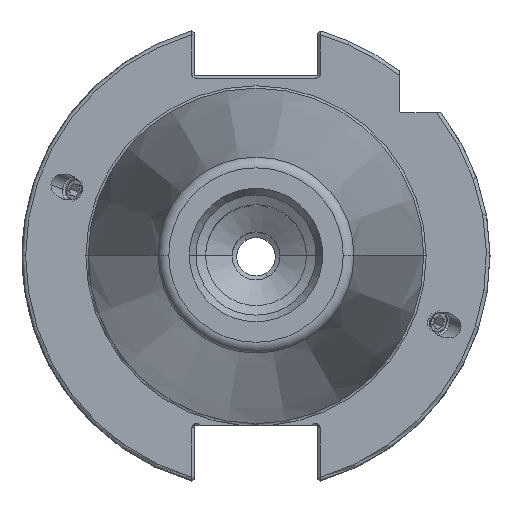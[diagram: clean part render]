
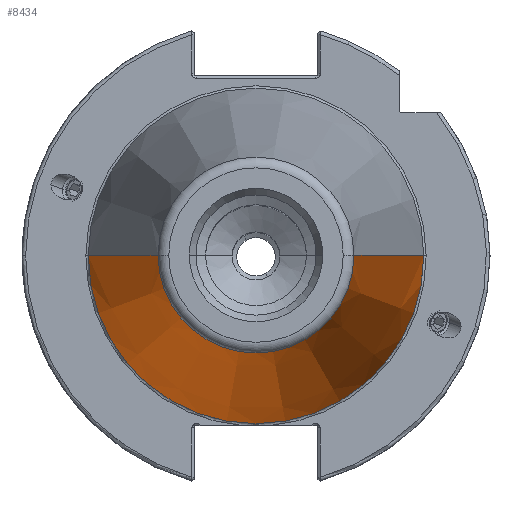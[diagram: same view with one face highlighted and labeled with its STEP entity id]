
A CAD part, top view. The second image highlights one B-rep face of the part: STEP entity #8434.
In plain terms, the highlighted conical face has half-angle 8.297 degrees and reference radius 20.108 mm.
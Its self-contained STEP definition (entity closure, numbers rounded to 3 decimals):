
#154 = LINE ( 'NONE', #11013, #8399 ) ;
#188 = DIRECTION ( 'NONE',  ( 0., 0., -1. ) ) ;
#1240 = CARTESIAN_POINT ( 'NONE',  ( -20.389, 0., 99.675 ) ) ;
#1475 = DIRECTION ( 'NONE',  ( 0., 0., -1. ) ) ;
#1860 = EDGE_CURVE ( 'NONE', #4288, #4124, #154, .T. ) ;
#1919 = CONICAL_SURFACE ( 'NONE', #10592, 20.108, 0.145 ) ;
#2550 = CARTESIAN_POINT ( 'NONE',  ( 0., 0., 101.6 ) ) ;
#2598 = DIRECTION ( 'NONE',  ( -1., 0., 0. ) ) ;
#2916 = CARTESIAN_POINT ( 'NONE',  ( 34.925, 0., 0. ) ) ;
#2961 = VECTOR ( 'NONE', #12478, 1000. ) ;
#2994 = ORIENTED_EDGE ( 'NONE', *, *, #3448, .F. ) ;
#3267 = FACE_OUTER_BOUND ( 'NONE', #8009, .T. ) ;
#3418 = DIRECTION ( 'NONE',  ( -0.144, 0., -0.99 ) ) ;
#3448 = EDGE_CURVE ( 'NONE', #7520, #4124, #12955, .T. ) ;
#3825 = CARTESIAN_POINT ( 'NONE',  ( 20.108, 0., 101.6 ) ) ;
#4124 = VERTEX_POINT ( 'NONE', #9599 ) ;
#4233 = EDGE_CURVE ( 'NONE', #13511, #4288, #5464, .T. ) ;
#4288 = VERTEX_POINT ( 'NONE', #1240 ) ;
#5086 = AXIS2_PLACEMENT_3D ( 'NONE', #6630, #188, #7725 ) ;
#5289 = ORIENTED_EDGE ( 'NONE', *, *, #1860, .T. ) ;
#5429 = DIRECTION ( 'NONE',  ( -1., 0., 0. ) ) ;
#5464 = CIRCLE ( 'NONE', #5086, 20.389 ) ;
#5662 = DIRECTION ( 'NONE',  ( 0., 0., -1. ) ) ;
#5856 = LINE ( 'NONE', #3825, #2961 ) ;
#5885 = ORIENTED_EDGE ( 'NONE', *, *, #4233, .T. ) ;
#6234 = ORIENTED_EDGE ( 'NONE', *, *, #13002, .F. ) ;
#6630 = CARTESIAN_POINT ( 'NONE',  ( 0., 0., 99.675 ) ) ;
#6707 = AXIS2_PLACEMENT_3D ( 'NONE', #12683, #5662, #5429 ) ;
#7520 = VERTEX_POINT ( 'NONE', #2916 ) ;
#7725 = DIRECTION ( 'NONE',  ( 1., 0., 0. ) ) ;
#8009 = EDGE_LOOP ( 'NONE', ( #6234, #5885, #5289, #2994 ) ) ;
#8399 = VECTOR ( 'NONE', #3418, 1000. ) ;
#8434 = ADVANCED_FACE ( 'NONE', ( #3267 ), #1919, .T. ) ;
#9599 = CARTESIAN_POINT ( 'NONE',  ( -34.925, 0., 0. ) ) ;
#10592 = AXIS2_PLACEMENT_3D ( 'NONE', #2550, #1475, #2598 ) ;
#11003 = CARTESIAN_POINT ( 'NONE',  ( 20.389, 0., 99.675 ) ) ;
#11013 = CARTESIAN_POINT ( 'NONE',  ( -20.108, 0., 101.6 ) ) ;
#12478 = DIRECTION ( 'NONE',  ( 0.144, 0., -0.99 ) ) ;
#12683 = CARTESIAN_POINT ( 'NONE',  ( 0., 0., 0. ) ) ;
#12955 = CIRCLE ( 'NONE', #6707, 34.925 ) ;
#13002 = EDGE_CURVE ( 'NONE', #13511, #7520, #5856, .T. ) ;
#13511 = VERTEX_POINT ( 'NONE', #11003 ) ;
